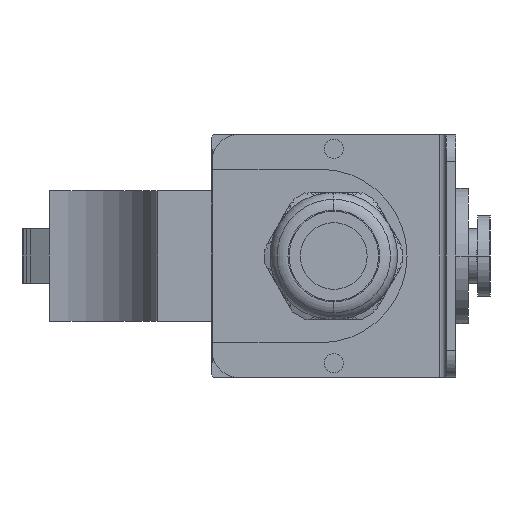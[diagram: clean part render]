
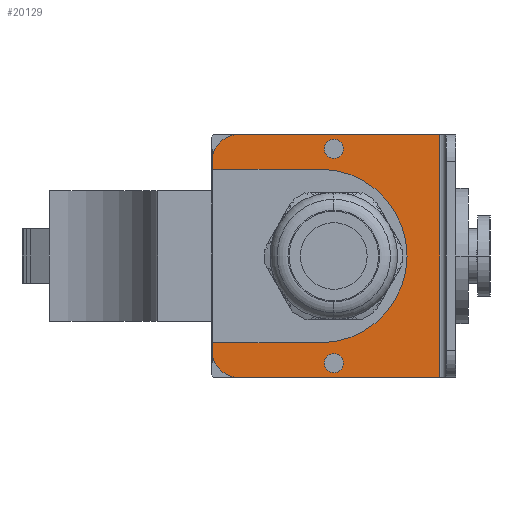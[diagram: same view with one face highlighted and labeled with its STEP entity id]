
A CAD part, left-side view. The second image highlights one B-rep face of the part: STEP entity #20129.
In plain terms, the highlighted face is planar.
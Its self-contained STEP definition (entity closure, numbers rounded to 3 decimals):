
#19209=DIRECTION('',(-1.,0.,0.));
#19210=VECTOR('',#19209,37.);
#19211=CARTESIAN_POINT('',(40.,1.8,-22.4));
#19212=LINE('',#19211,#19210);
#19435=DIRECTION('',(-1.,0.,0.));
#19436=VECTOR('',#19435,37.);
#19437=CARTESIAN_POINT('',(40.,1.8,22.4));
#19438=LINE('',#19437,#19436);
#19452=DIRECTION('',(0.,0.,1.));
#19453=VECTOR('',#19452,44.8);
#19454=CARTESIAN_POINT('',(3.,1.8,-22.4));
#19455=LINE('',#19454,#19453);
#19456=DIRECTION('',(0.,0.,1.));
#19457=VECTOR('',#19456,1.4);
#19458=CARTESIAN_POINT('',(45.,1.8,-17.4));
#19459=LINE('',#19458,#19457);
#19460=DIRECTION('',(-1.,0.,0.));
#19461=VECTOR('',#19460,20.);
#19462=CARTESIAN_POINT('',(45.,1.8,-16.));
#19463=LINE('',#19462,#19461);
#19464=CARTESIAN_POINT('',(25.,1.8,0.));
#19465=DIRECTION('',(0.,1.,0.));
#19466=DIRECTION('',(0.,0.,-1.));
#19467=AXIS2_PLACEMENT_3D('',#19464,#19465,#19466);
#19469=DIRECTION('',(-1.,0.,0.));
#19470=VECTOR('',#19469,20.);
#19471=CARTESIAN_POINT('',(45.,1.8,16.));
#19472=LINE('',#19471,#19470);
#19473=DIRECTION('',(0.,0.,1.));
#19474=VECTOR('',#19473,1.4);
#19475=CARTESIAN_POINT('',(45.,1.8,16.));
#19476=LINE('',#19475,#19474);
#19477=CARTESIAN_POINT('',(22.5,1.8,19.75));
#19478=DIRECTION('',(0.,1.,0.));
#19479=DIRECTION('',(0.,0.,-1.));
#19480=AXIS2_PLACEMENT_3D('',#19477,#19478,#19479);
#19482=CARTESIAN_POINT('',(22.5,1.8,19.75));
#19483=DIRECTION('',(0.,1.,0.));
#19484=DIRECTION('',(0.,0.,1.));
#19485=AXIS2_PLACEMENT_3D('',#19482,#19483,#19484);
#19487=CARTESIAN_POINT('',(22.5,1.8,-19.75));
#19488=DIRECTION('',(0.,1.,0.));
#19489=DIRECTION('',(0.,0.,-1.));
#19490=AXIS2_PLACEMENT_3D('',#19487,#19488,#19489);
#19492=CARTESIAN_POINT('',(22.5,1.8,-19.75));
#19493=DIRECTION('',(0.,1.,0.));
#19494=DIRECTION('',(0.,0.,1.));
#19495=AXIS2_PLACEMENT_3D('',#19492,#19493,#19494);
#19501=CARTESIAN_POINT('',(40.,1.8,-17.4));
#19502=DIRECTION('',(0.,1.,0.));
#19503=DIRECTION('',(1.,0.,0.));
#19504=AXIS2_PLACEMENT_3D('',#19501,#19502,#19503);
#19585=CARTESIAN_POINT('',(40.,1.8,17.4));
#19586=DIRECTION('',(0.,1.,0.));
#19587=DIRECTION('',(0.,0.,1.));
#19588=AXIS2_PLACEMENT_3D('',#19585,#19586,#19587);
#19618=CARTESIAN_POINT('',(3.,1.8,-22.4));
#19620=VERTEX_POINT('',#19618);
#19626=CARTESIAN_POINT('',(3.,1.8,22.4));
#19628=VERTEX_POINT('',#19626);
#19638=CARTESIAN_POINT('',(45.,1.8,-16.));
#19639=VERTEX_POINT('',#19638);
#19640=CARTESIAN_POINT('',(45.,1.8,16.));
#19641=VERTEX_POINT('',#19640);
#19642=CARTESIAN_POINT('',(25.,1.8,-16.));
#19643=VERTEX_POINT('',#19642);
#19644=CARTESIAN_POINT('',(25.,1.8,16.));
#19645=VERTEX_POINT('',#19644);
#19710=CARTESIAN_POINT('',(45.,1.8,-17.4));
#19712=VERTEX_POINT('',#19710);
#19714=CARTESIAN_POINT('',(40.,1.8,-22.4));
#19715=VERTEX_POINT('',#19714);
#19719=CARTESIAN_POINT('',(45.,1.8,17.4));
#19721=VERTEX_POINT('',#19719);
#19724=CARTESIAN_POINT('',(40.,1.8,22.4));
#19725=VERTEX_POINT('',#19724);
#19734=CARTESIAN_POINT('',(22.5,1.8,18.));
#19735=CARTESIAN_POINT('',(22.5,1.8,21.5));
#19736=VERTEX_POINT('',#19734);
#19737=VERTEX_POINT('',#19735);
#19738=CARTESIAN_POINT('',(22.5,1.8,-21.5));
#19739=CARTESIAN_POINT('',(22.5,1.8,-18.));
#19740=VERTEX_POINT('',#19738);
#19741=VERTEX_POINT('',#19739);
#20093=CARTESIAN_POINT('',(45.,1.8,-22.4));
#20094=DIRECTION('',(0.,1.,0.));
#20095=DIRECTION('',(-1.,0.,0.));
#20096=AXIS2_PLACEMENT_3D('',#20093,#20094,#20095);
#20097=PLANE('',#20096);
#20099=ORIENTED_EDGE('',*,*,#20098,.F.);
#20101=ORIENTED_EDGE('',*,*,#20100,.T.);
#20103=ORIENTED_EDGE('',*,*,#20102,.T.);
#20105=ORIENTED_EDGE('',*,*,#20104,.T.);
#20107=ORIENTED_EDGE('',*,*,#20106,.F.);
#20109=ORIENTED_EDGE('',*,*,#20108,.T.);
#20111=ORIENTED_EDGE('',*,*,#20110,.F.);
#20112=ORIENTED_EDGE('',*,*,#20068,.T.);
#20113=ORIENTED_EDGE('',*,*,#20086,.F.);
#20114=ORIENTED_EDGE('',*,*,#19757,.F.);
#20115=EDGE_LOOP('',(#20099,#20101,#20103,#20105,#20107,#20109,#20111,#20112,
#20113,#20114));
#20116=FACE_OUTER_BOUND('',#20115,.F.);
#20118=ORIENTED_EDGE('',*,*,#20117,.T.);
#20120=ORIENTED_EDGE('',*,*,#20119,.T.);
#20121=EDGE_LOOP('',(#20118,#20120));
#20122=FACE_BOUND('',#20121,.F.);
#20124=ORIENTED_EDGE('',*,*,#20123,.T.);
#20126=ORIENTED_EDGE('',*,*,#20125,.T.);
#20127=EDGE_LOOP('',(#20124,#20126));
#20128=FACE_BOUND('',#20127,.F.);
#20129=ADVANCED_FACE('',(#20116,#20122,#20128),#20097,.T.);
#19468=CIRCLE('',#19467,16.);
#19481=CIRCLE('',#19480,1.75);
#19486=CIRCLE('',#19485,1.75);
#19491=CIRCLE('',#19490,1.75);
#19496=CIRCLE('',#19495,1.75);
#19505=CIRCLE('',#19504,5.);
#19589=CIRCLE('',#19588,5.);
#19757=EDGE_CURVE('',#19715,#19620,#19212,.T.);
#20068=EDGE_CURVE('',#19725,#19628,#19438,.T.);
#20086=EDGE_CURVE('',#19620,#19628,#19455,.T.);
#20098=EDGE_CURVE('',#19712,#19715,#19505,.T.);
#20100=EDGE_CURVE('',#19712,#19639,#19459,.T.);
#20102=EDGE_CURVE('',#19639,#19643,#19463,.T.);
#20104=EDGE_CURVE('',#19643,#19645,#19468,.T.);
#20106=EDGE_CURVE('',#19641,#19645,#19472,.T.);
#20108=EDGE_CURVE('',#19641,#19721,#19476,.T.);
#20110=EDGE_CURVE('',#19725,#19721,#19589,.T.);
#20117=EDGE_CURVE('',#19736,#19737,#19481,.T.);
#20119=EDGE_CURVE('',#19737,#19736,#19486,.T.);
#20123=EDGE_CURVE('',#19740,#19741,#19491,.T.);
#20125=EDGE_CURVE('',#19741,#19740,#19496,.T.);
